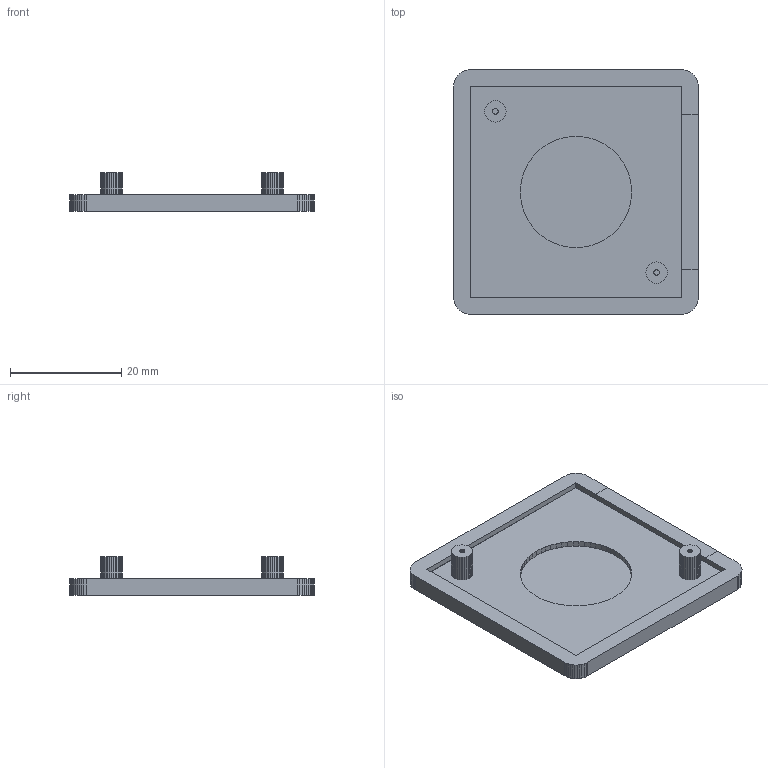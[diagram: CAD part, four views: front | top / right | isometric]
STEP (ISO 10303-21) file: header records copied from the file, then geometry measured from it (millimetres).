
FILE_DESCRIPTION(/* description */ (''),/* implementation_level */ '2;1');
FILE_NAME(/* name */ 'STE6721',/* time_stamp */ '2021-12-02T12:20:12+01:00',/* author */ (''),/* organization */ (''),/* preprocessor_version */ 'ST-DEVELOPER v16.5',/* originating_system */ '',/* authorisation */ '');
FILE_SCHEMA (('CONFIG_CONTROL_DESIGN'));
Length unit declared in the file: millimetre
Products named in the file (1): Document
Bounding box: 44 x 44 x 7 mm (x, y, z)
Surface area: 4729.9 mm2 (no closed solid volume)
Topology: 0 solids, 1 shells, 254 faces, 743 edges, 492 vertices
Faces by surface type: plane 254
Entity records: 7307 total; most frequent: CARTESIAN_POINT 2234, ORIENTED_EDGE 1469, EDGE_CURVE 743, B_SPLINE_CURVE_WITH_KNOTS 743, VERTEX_POINT 492, EDGE_LOOP 259, DIRECTION 258, AXIS2_PLACEMENT_3D 256
